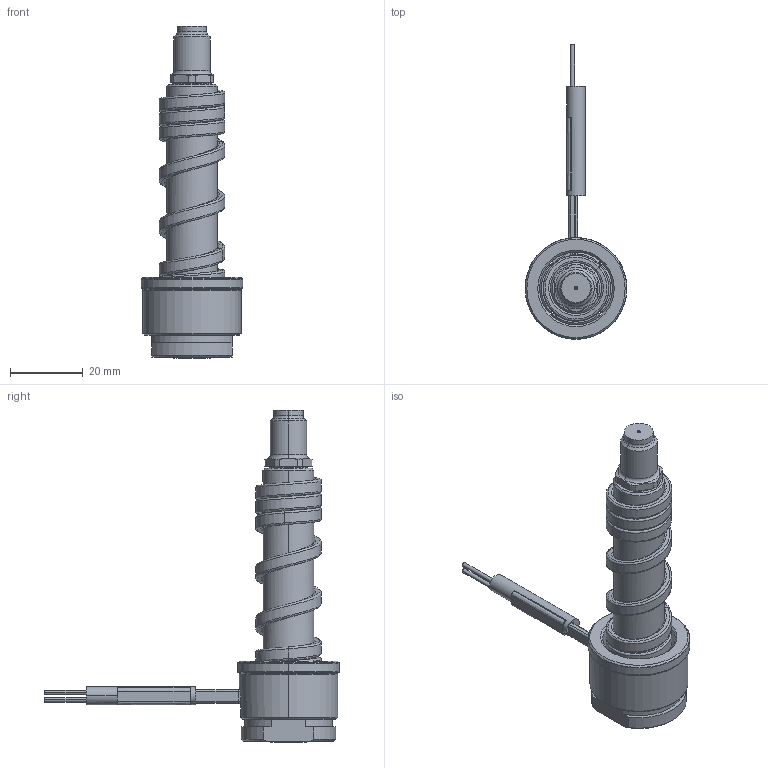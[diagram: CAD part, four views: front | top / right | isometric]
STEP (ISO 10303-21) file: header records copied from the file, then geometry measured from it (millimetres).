
FILE_DESCRIPTION((''),'2;1');
FILE_NAME('ML-86-BEV-N','2014-02-25T',('Íàòàëüÿ'),('IMID'),'PRO/ENGINEER BY PARAMETRIC TECHNOLOGY CORPORATION, 2010180','PRO/ENGINEER BY PARAMETRIC TECHNOLOGY CORPORATION, 2010180','');
FILE_SCHEMA(('CONFIG_CONTROL_DESIGN'));
Length unit declared in the file: millimetre
Products named in the file (1): ML-86-BEV-N
Bounding box: 28 x 81 x 91.2 mm (x, y, z)
Volume: 21269.6 mm3; surface area: 14630.1 mm2
Topology: 1 solids, 9 shells, 337 faces, 894 edges, 535 vertices
Faces by surface type: cylinder 110, cone 60, plane 58, bspline 57, torus 30, revolution 9, extrusion 7, sphere 6
Entity records: 18155 total; most frequent: CARTESIAN_POINT 10116, ORIENTED_EDGE 1756, DIRECTION 1571, EDGE_CURVE 890, AXIS2_PLACEMENT_3D 634, VERTEX_POINT 535, CIRCLE 369, EDGE_LOOP 363
